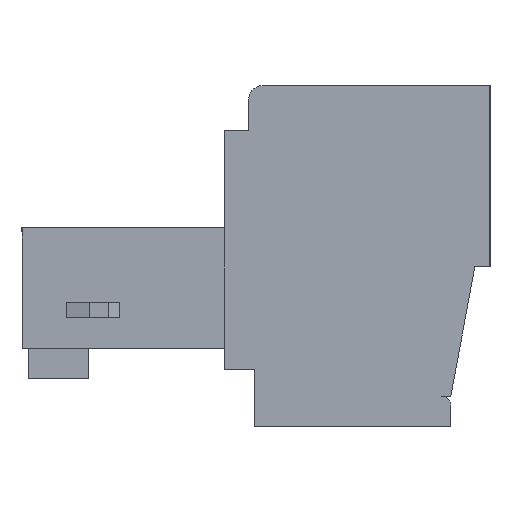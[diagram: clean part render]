
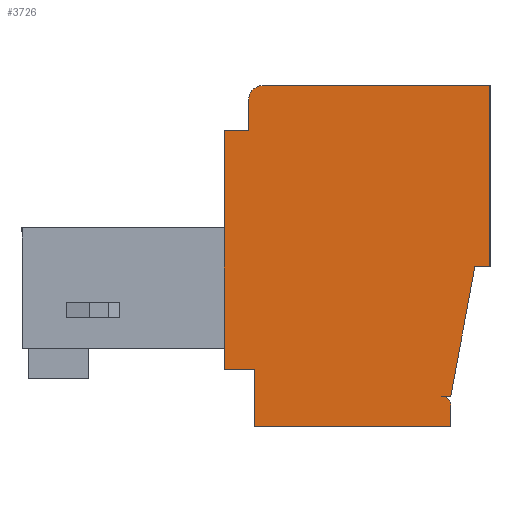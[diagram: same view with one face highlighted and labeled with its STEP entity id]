
A CAD part, left-side view. The second image highlights one B-rep face of the part: STEP entity #3726.
In plain terms, the highlighted planar face has unit normal (-1, 0, 0).
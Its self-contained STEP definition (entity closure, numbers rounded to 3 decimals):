
#25 = ORIENTED_EDGE ( 'NONE', *, *, #4943, .T. ) ;
#64 = VERTEX_POINT ( 'NONE', #7697 ) ;
#92 = FACE_OUTER_BOUND ( 'NONE', #5495, .T. ) ;
#140 = DIRECTION ( 'NONE',  ( 0., 0., -1. ) ) ;
#166 = LINE ( 'NONE', #8129, #5200 ) ;
#178 = DIRECTION ( 'NONE',  ( 0., 1., 0. ) ) ;
#187 = LINE ( 'NONE', #1937, #10010 ) ;
#200 = DIRECTION ( 'NONE',  ( 0., -1., 0. ) ) ;
#284 = CARTESIAN_POINT ( 'NONE',  ( -46.115, -7.75, 5.3 ) ) ;
#294 = VERTEX_POINT ( 'NONE', #6232 ) ;
#323 = EDGE_CURVE ( 'NONE', #1776, #2528, #1809, .T. ) ;
#349 = EDGE_CURVE ( 'NONE', #939, #64, #5184, .T. ) ;
#676 = CARTESIAN_POINT ( 'NONE',  ( -46.115, 0.05, 1.9 ) ) ;
#763 = CARTESIAN_POINT ( 'NONE',  ( -46.115, 1.05, 11.3 ) ) ;
#939 = VERTEX_POINT ( 'NONE', #10204 ) ;
#1035 = VERTEX_POINT ( 'NONE', #8697 ) ;
#1389 = EDGE_CURVE ( 'NONE', #2528, #11132, #8744, .T. ) ;
#1391 = DIRECTION ( 'NONE',  ( 0., 0., 1. ) ) ;
#1630 = CARTESIAN_POINT ( 'NONE',  ( -46.115, -7.25, 5.3 ) ) ;
#1776 = VERTEX_POINT ( 'NONE', #676 ) ;
#1809 = LINE ( 'NONE', #5352, #11399 ) ;
#1937 = CARTESIAN_POINT ( 'NONE',  ( -46.115, -7.75, 9.8 ) ) ;
#2093 = DIRECTION ( 'NONE',  ( -1., 0., 0. ) ) ;
#2287 = VECTOR ( 'NONE', #2733, 1000. ) ;
#2393 = ORIENTED_EDGE ( 'NONE', *, *, #1389, .T. ) ;
#2444 = LINE ( 'NONE', #4179, #2582 ) ;
#2509 = DIRECTION ( 'NONE',  ( -1., 0., 0. ) ) ;
#2528 = VERTEX_POINT ( 'NONE', #6038 ) ;
#2582 = VECTOR ( 'NONE', #9542, 1000. ) ;
#2733 = DIRECTION ( 'NONE',  ( 0., 0., -1. ) ) ;
#2848 = EDGE_CURVE ( 'NONE', #7352, #5808, #2444, .T. ) ;
#2959 = CARTESIAN_POINT ( 'NONE',  ( -46.115, -0.25, 10.8 ) ) ;
#3032 = EDGE_CURVE ( 'NONE', #5808, #939, #187, .T. ) ;
#3231 = ORIENTED_EDGE ( 'NONE', *, *, #3903, .T. ) ;
#3351 = VECTOR ( 'NONE', #6178, 1000. ) ;
#3492 = CARTESIAN_POINT ( 'NONE',  ( -46.115, -7.75, 0. ) ) ;
#3583 = CARTESIAN_POINT ( 'NONE',  ( -46.115, 0.25, 9.8 ) ) ;
#3725 = ORIENTED_EDGE ( 'NONE', *, *, #10290, .F. ) ;
#3726 = ADVANCED_FACE ( 'NONE', ( #92 ), #5324, .F. ) ;
#3903 = EDGE_CURVE ( 'NONE', #1035, #5219, #10496, .T. ) ;
#3953 = ORIENTED_EDGE ( 'NONE', *, *, #9758, .F. ) ;
#4084 = VECTOR ( 'NONE', #10865, 1000. ) ;
#4179 = CARTESIAN_POINT ( 'NONE',  ( -46.115, 0.25, 11.3 ) ) ;
#4289 = VECTOR ( 'NONE', #178, 1000. ) ;
#4392 = ORIENTED_EDGE ( 'NONE', *, *, #9549, .T. ) ;
#4875 = LINE ( 'NONE', #284, #4289 ) ;
#4943 = EDGE_CURVE ( 'NONE', #6842, #7352, #11215, .T. ) ;
#4967 = ORIENTED_EDGE ( 'NONE', *, *, #9827, .F. ) ;
#5184 = LINE ( 'NONE', #763, #2287 ) ;
#5200 = VECTOR ( 'NONE', #7206, 1000. ) ;
#5219 = VERTEX_POINT ( 'NONE', #10662 ) ;
#5324 = PLANE ( 'NONE',  #7758 ) ;
#5352 = CARTESIAN_POINT ( 'NONE',  ( -46.115, 0.05, 1.9 ) ) ;
#5482 = DIRECTION ( 'NONE',  ( 0., 1., 0. ) ) ;
#5495 = EDGE_LOOP ( 'NONE', ( #10862, #8416, #25, #9180, #8577, #7326, #3725, #7948, #2393, #4392, #3231, #4967, #3953, #10660 ) ) ;
#5805 = CARTESIAN_POINT ( 'NONE',  ( -46.115, -7.75, 10.7 ) ) ;
#5808 = VERTEX_POINT ( 'NONE', #3583 ) ;
#5992 = VERTEX_POINT ( 'NONE', #6267 ) ;
#6038 = CARTESIAN_POINT ( 'NONE',  ( -46.115, 0.05, 0. ) ) ;
#6178 = DIRECTION ( 'NONE',  ( 0., -1., 0. ) ) ;
#6206 = AXIS2_PLACEMENT_3D ( 'NONE', #2959, #2093, #6453 ) ;
#6215 = AXIS2_PLACEMENT_3D ( 'NONE', #7728, #2509, #8487 ) ;
#6232 = CARTESIAN_POINT ( 'NONE',  ( -46.115, -6.45, 1. ) ) ;
#6267 = CARTESIAN_POINT ( 'NONE',  ( -46.115, -7.75, 5.3 ) ) ;
#6453 = DIRECTION ( 'NONE',  ( 0., 0., -1. ) ) ;
#6775 = CARTESIAN_POINT ( 'NONE',  ( -46.115, -0.25, 11.3 ) ) ;
#6842 = VERTEX_POINT ( 'NONE', #6775 ) ;
#7055 = CARTESIAN_POINT ( 'NONE',  ( -46.115, -7.25, 5.3 ) ) ;
#7206 = DIRECTION ( 'NONE',  ( 0., 1., 0. ) ) ;
#7326 = ORIENTED_EDGE ( 'NONE', *, *, #349, .T. ) ;
#7352 = VERTEX_POINT ( 'NONE', #10534 ) ;
#7425 = LINE ( 'NONE', #5805, #8366 ) ;
#7614 = VERTEX_POINT ( 'NONE', #7055 ) ;
#7697 = CARTESIAN_POINT ( 'NONE',  ( -46.115, 1.05, 1.9 ) ) ;
#7728 = CARTESIAN_POINT ( 'NONE',  ( -46.115, -6.15, 0.7 ) ) ;
#7758 = AXIS2_PLACEMENT_3D ( 'NONE', #8997, #10701, #140 ) ;
#7791 = LINE ( 'NONE', #1630, #9291 ) ;
#7866 = EDGE_CURVE ( 'NONE', #5992, #7614, #4875, .T. ) ;
#7948 = ORIENTED_EDGE ( 'NONE', *, *, #323, .T. ) ;
#7974 = VECTOR ( 'NONE', #200, 1000. ) ;
#8002 = LINE ( 'NONE', #10802, #7974 ) ;
#8129 = CARTESIAN_POINT ( 'NONE',  ( -46.115, -5.25, 1. ) ) ;
#8366 = VECTOR ( 'NONE', #11049, 1000. ) ;
#8416 = ORIENTED_EDGE ( 'NONE', *, *, #8924, .F. ) ;
#8487 = DIRECTION ( 'NONE',  ( 0., 0., -1. ) ) ;
#8577 = ORIENTED_EDGE ( 'NONE', *, *, #3032, .T. ) ;
#8697 = CARTESIAN_POINT ( 'NONE',  ( -46.115, -6.45, 0.7 ) ) ;
#8744 = LINE ( 'NONE', #3492, #3351 ) ;
#8789 = CARTESIAN_POINT ( 'NONE',  ( -46.115, -7.75, 11.3 ) ) ;
#8889 = LINE ( 'NONE', #10708, #4084 ) ;
#8916 = DIRECTION ( 'NONE',  ( 0., 0., -1. ) ) ;
#8924 = EDGE_CURVE ( 'NONE', #6842, #10182, #8002, .T. ) ;
#8997 = CARTESIAN_POINT ( 'NONE',  ( -46.115, 0., 0. ) ) ;
#9180 = ORIENTED_EDGE ( 'NONE', *, *, #2848, .T. ) ;
#9291 = VECTOR ( 'NONE', #11353, 1000. ) ;
#9422 = LINE ( 'NONE', #10357, #10608 ) ;
#9542 = DIRECTION ( 'NONE',  ( 0., 0., -1. ) ) ;
#9549 = EDGE_CURVE ( 'NONE', #11132, #1035, #9422, .T. ) ;
#9758 = EDGE_CURVE ( 'NONE', #7614, #294, #7791, .T. ) ;
#9827 = EDGE_CURVE ( 'NONE', #294, #5219, #166, .T. ) ;
#10008 = EDGE_CURVE ( 'NONE', #10182, #5992, #7425, .T. ) ;
#10010 = VECTOR ( 'NONE', #5482, 1000. ) ;
#10182 = VERTEX_POINT ( 'NONE', #8789 ) ;
#10204 = CARTESIAN_POINT ( 'NONE',  ( -46.115, 1.05, 9.8 ) ) ;
#10290 = EDGE_CURVE ( 'NONE', #1776, #64, #8889, .T. ) ;
#10357 = CARTESIAN_POINT ( 'NONE',  ( -46.115, -6.45, 11.3 ) ) ;
#10496 = CIRCLE ( 'NONE', #6215, 0.3 ) ;
#10534 = CARTESIAN_POINT ( 'NONE',  ( -46.115, 0.25, 10.8 ) ) ;
#10608 = VECTOR ( 'NONE', #1391, 1000. ) ;
#10660 = ORIENTED_EDGE ( 'NONE', *, *, #7866, .F. ) ;
#10662 = CARTESIAN_POINT ( 'NONE',  ( -46.115, -6.15, 1. ) ) ;
#10701 = DIRECTION ( 'NONE',  ( 1., 0., 0. ) ) ;
#10708 = CARTESIAN_POINT ( 'NONE',  ( -46.115, 1.05, 1.9 ) ) ;
#10802 = CARTESIAN_POINT ( 'NONE',  ( -46.115, -7.75, 11.3 ) ) ;
#10862 = ORIENTED_EDGE ( 'NONE', *, *, #10008, .F. ) ;
#10865 = DIRECTION ( 'NONE',  ( 0., 1., 0. ) ) ;
#10994 = CARTESIAN_POINT ( 'NONE',  ( -46.115, -6.45, 0. ) ) ;
#11049 = DIRECTION ( 'NONE',  ( 0., 0., -1. ) ) ;
#11132 = VERTEX_POINT ( 'NONE', #10994 ) ;
#11215 = CIRCLE ( 'NONE', #6206, 0.5 ) ;
#11353 = DIRECTION ( 'NONE',  ( 0., 0.183, -0.983 ) ) ;
#11399 = VECTOR ( 'NONE', #8916, 1000. ) ;
